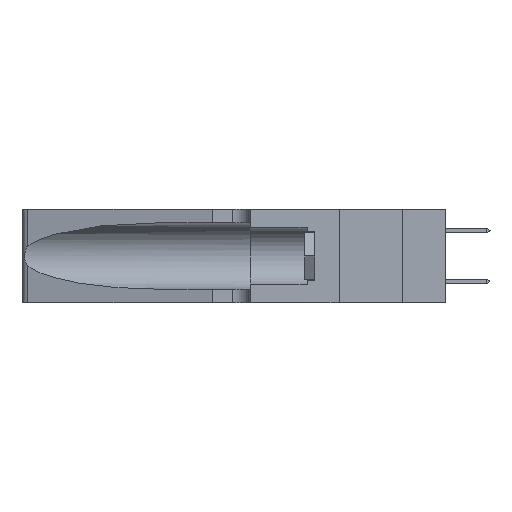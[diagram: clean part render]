
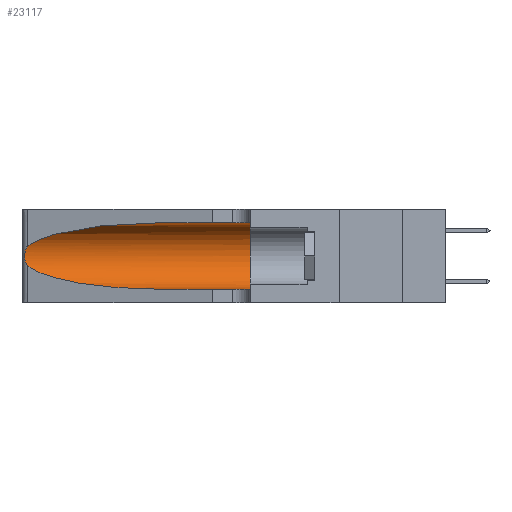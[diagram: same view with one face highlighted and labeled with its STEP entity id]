
A CAD part, left-side view. The second image highlights one B-rep face of the part: STEP entity #23117.
In plain terms, the highlighted cylindrical face has radius 3.308 mm (diameter 6.617 mm), a partial arc.
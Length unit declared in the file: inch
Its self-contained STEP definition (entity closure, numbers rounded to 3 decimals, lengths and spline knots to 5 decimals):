
#184 = CARTESIAN_POINT ( 'NONE',  ( 0.25856, 1.23593, 0.16098 ) ) ;
#1466 = CARTESIAN_POINT ( 'NONE',  ( 0.25487, 1.22718, 0.14631 ) ) ;
#2891 = ORIENTED_EDGE ( 'NONE', *, *, #12261, .T. ) ;
#3674 = CARTESIAN_POINT ( 'NONE',  ( 0.25639, 1.23186, 0.15144 ) ) ;
#3853 = EDGE_LOOP ( 'NONE', ( #8883, #27432, #11047, #2891, #14306, #34044 ) ) ;
#4129 = DIRECTION ( 'NONE',  ( 0., 1., 0. ) ) ;
#4793 = CARTESIAN_POINT ( 'NONE',  ( 0.2373, 1.15595, 0.08982 ) ) ;
#6464 = VECTOR ( 'NONE', #17727, 39.37008 ) ;
#6549 = EDGE_CURVE ( 'NONE', #18045, #21942, #26961, .T. ) ;
#7011 = CARTESIAN_POINT ( 'NONE',  ( 0.25487, 1.22718, 0.22369 ) ) ;
#7172 = CARTESIAN_POINT ( 'NONE',  ( 0.25487, 1.22718, 0.14631 ) ) ;
#7356 = CARTESIAN_POINT ( 'NONE',  ( 0.25487, 1.22718, 0.22369 ) ) ;
#7556 = LINE ( 'NONE', #10771, #6464 ) ;
#8883 = ORIENTED_EDGE ( 'NONE', *, *, #14525, .T. ) ;
#9484 = CARTESIAN_POINT ( 'NONE',  ( 0.1305, 0.72297, 0.31525 ) ) ;
#10011 = CARTESIAN_POINT ( 'NONE',  ( 0.1305, 0.35, 0.05475 ) ) ;
#10516 = CARTESIAN_POINT ( 'NONE',  ( 0.25639, 1.23184, 0.21858 ) ) ;
#10771 = CARTESIAN_POINT ( 'NONE',  ( 0.1305, 1.61858, 0.05475 ) ) ;
#11047 = ORIENTED_EDGE ( 'NONE', *, *, #6549, .T. ) ;
#11601 = CARTESIAN_POINT ( 'NONE',  ( 0.18966, 0.96281, 0.31525 ) ) ;
#12261 = EDGE_CURVE ( 'NONE', #21942, #14110, #7556, .T. ) ;
#13596 = CYLINDRICAL_SURFACE ( 'NONE', #22410, 0.13025 ) ;
#14003 = CARTESIAN_POINT ( 'NONE',  ( 0.25854, 1.2359, 0.20912 ) ) ;
#14089 = CARTESIAN_POINT ( 'NONE',  ( 0.1305, 0.35, 0.31525 ) ) ;
#14110 = VERTEX_POINT ( 'NONE', #10011 ) ;
#14306 = ORIENTED_EDGE ( 'NONE', *, *, #44241, .F. ) ;
#14525 = EDGE_CURVE ( 'NONE', #30748, #18408, #31768, .T. ) ;
#15450 = B_SPLINE_CURVE_WITH_KNOTS ( 'NONE', 3,
 ( #7011, #31315, #10516, #34992, #14003, #38496, #17470, #41967, #20986, #184, #24512, #3674, #28089, #7172 ),
 .UNSPECIFIED., .F., .F.,
 ( 4, 2, 2, 2, 2, 2, 4 ),
 ( 0., 0.00027, 0.00053, 0.00107, 0.0016, 0.00187, 0.00214 ),
 .UNSPECIFIED. ) ;
#16797 = EDGE_CURVE ( 'NONE', #18408, #18045, #15450, .T. ) ;
#17470 = CARTESIAN_POINT ( 'NONE',  ( 0.26075, 1.23896, 0.19203 ) ) ;
#17633 = CARTESIAN_POINT ( 'NONE',  ( 0.1305, 0.72297, 0.05475 ) ) ;
#17727 = DIRECTION ( 'NONE',  ( 0., -1., 0. ) ) ;
#18045 = VERTEX_POINT ( 'NONE', #1466 ) ;
#18408 = VERTEX_POINT ( 'NONE', #7356 ) ;
#20986 = CARTESIAN_POINT ( 'NONE',  ( 0.26017, 1.23833, 0.17102 ) ) ;
#21938 = CARTESIAN_POINT ( 'NONE',  ( 0.2373, 1.15595, 0.28018 ) ) ;
#21942 = VERTEX_POINT ( 'NONE', #17633 ) ;
#22283 = CARTESIAN_POINT ( 'NONE',  ( 0.25487, 1.22718, 0.14631 ) ) ;
#22410 = AXIS2_PLACEMENT_3D ( 'NONE', #27365, #41419, #44903 ) ;
#22863 = FACE_OUTER_BOUND ( 'NONE', #3853, .T. ) ;
#23117 = ADVANCED_FACE ( 'NONE', ( #22863 ), #13596, .F. ) ;
#24512 = CARTESIAN_POINT ( 'NONE',  ( 0.25789, 1.23486, 0.15765 ) ) ;
#24963 = CARTESIAN_POINT ( 'NONE',  ( 0.1305, 0.35, 0.185 ) ) ;
#25812 = CARTESIAN_POINT ( 'NONE',  ( 0.1305, 0.72297, 0.05475 ) ) ;
#26961 =( BOUNDED_CURVE ( )  B_SPLINE_CURVE ( 3, ( #22283, #4793, #43236, #25812 ),
 .UNSPECIFIED., .F., .T. ) 
 B_SPLINE_CURVE_WITH_KNOTS ( ( 4, 4 ),
 ( 3.44316, 4.71239 ),
 .UNSPECIFIED. ) 
 CURVE ( )  GEOMETRIC_REPRESENTATION_ITEM ( )  RATIONAL_B_SPLINE_CURVE ( ( 1., 0.87, 0.87, 1. ) ) 
 REPRESENTATION_ITEM ( '' )  );
#27365 = CARTESIAN_POINT ( 'NONE',  ( 0.1305, 1.61858, 0.185 ) ) ;
#27432 = ORIENTED_EDGE ( 'NONE', *, *, #16797, .T. ) ;
#28089 = CARTESIAN_POINT ( 'NONE',  ( 0.25555, 1.22993, 0.14849 ) ) ;
#28536 = DIRECTION ( 'NONE',  ( 0., 0., 1. ) ) ;
#30748 = VERTEX_POINT ( 'NONE', #9484 ) ;
#31315 = CARTESIAN_POINT ( 'NONE',  ( 0.25555, 1.22994, 0.2215 ) ) ;
#31768 =( BOUNDED_CURVE ( )  B_SPLINE_CURVE ( 3, ( #36088, #11601, #21938, #43052 ),
 .UNSPECIFIED., .F., .F. ) 
 B_SPLINE_CURVE_WITH_KNOTS ( ( 4, 4 ),
 ( 1.5708, 2.84003 ),
 .UNSPECIFIED. ) 
 CURVE ( )  GEOMETRIC_REPRESENTATION_ITEM ( )  RATIONAL_B_SPLINE_CURVE ( ( 1., 0.87, 0.87, 1. ) ) 
 REPRESENTATION_ITEM ( '' )  );
#31900 = VECTOR ( 'NONE', #39181, 39.37008 ) ;
#33353 = AXIS2_PLACEMENT_3D ( 'NONE', #24963, #4129, #28536 ) ;
#34044 = ORIENTED_EDGE ( 'NONE', *, *, #40534, .F. ) ;
#34992 = CARTESIAN_POINT ( 'NONE',  ( 0.25787, 1.23484, 0.2124 ) ) ;
#35704 = CARTESIAN_POINT ( 'NONE',  ( 0.1305, 1.61858, 0.31525 ) ) ;
#36088 = CARTESIAN_POINT ( 'NONE',  ( 0.1305, 0.72297, 0.31525 ) ) ;
#38496 = CARTESIAN_POINT ( 'NONE',  ( 0.26018, 1.23835, 0.19895 ) ) ;
#39181 = DIRECTION ( 'NONE',  ( 0., -1., 0. ) ) ;
#40534 = EDGE_CURVE ( 'NONE', #30748, #43003, #41151, .T. ) ;
#41151 = LINE ( 'NONE', #35704, #31900 ) ;
#41419 = DIRECTION ( 'NONE',  ( 0., -1., 0. ) ) ;
#41967 = CARTESIAN_POINT ( 'NONE',  ( 0.26075, 1.23896, 0.178 ) ) ;
#42460 = CIRCLE ( 'NONE', #33353, 0.13025 ) ;
#43003 = VERTEX_POINT ( 'NONE', #14089 ) ;
#43052 = CARTESIAN_POINT ( 'NONE',  ( 0.25487, 1.22718, 0.22369 ) ) ;
#43236 = CARTESIAN_POINT ( 'NONE',  ( 0.18966, 0.96281, 0.05475 ) ) ;
#44241 = EDGE_CURVE ( 'NONE', #43003, #14110, #42460, .T. ) ;
#44903 = DIRECTION ( 'NONE',  ( 0., 0., -1. ) ) ;
